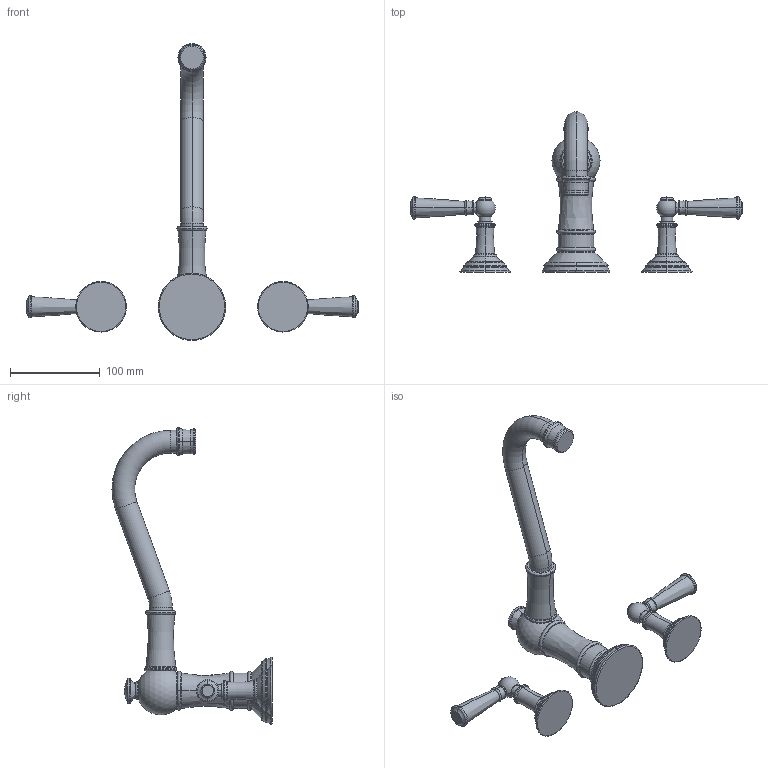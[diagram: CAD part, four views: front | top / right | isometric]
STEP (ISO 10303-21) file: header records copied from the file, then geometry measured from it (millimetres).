
FILE_DESCRIPTION((''),'2;1');
FILE_NAME('3-2476','2021-03-12T14:58:20',('jinson.thomas'),(''),'CREO PARAMETRIC BY PTC INC, 2018400','CREO PARAMETRIC BY PTC INC, 2018400','');
FILE_SCHEMA(('CONFIG_CONTROL_DESIGN'));
Length unit declared in the file: inch
Products named in the file (1): 3-2476
Bounding box: 370.84 x 178.85 x 331.62 mm (x, y, z)
Volume: 557764.9 mm3; surface area: 87300.3 mm2
Topology: 3 solids, 3 shells, 251 faces, 507 edges, 277 vertices
Faces by surface type: torus 150, cylinder 38, plane 27, sphere 12, bspline 12, cone 8, revolution 4
Entity records: 6772 total; most frequent: DIRECTION 1422, CARTESIAN_POINT 1243, ORIENTED_EDGE 1002, AXIS2_PLACEMENT_3D 686, EDGE_CURVE 501, CIRCLE 451, VERTEX_POINT 277, EDGE_LOOP 272
